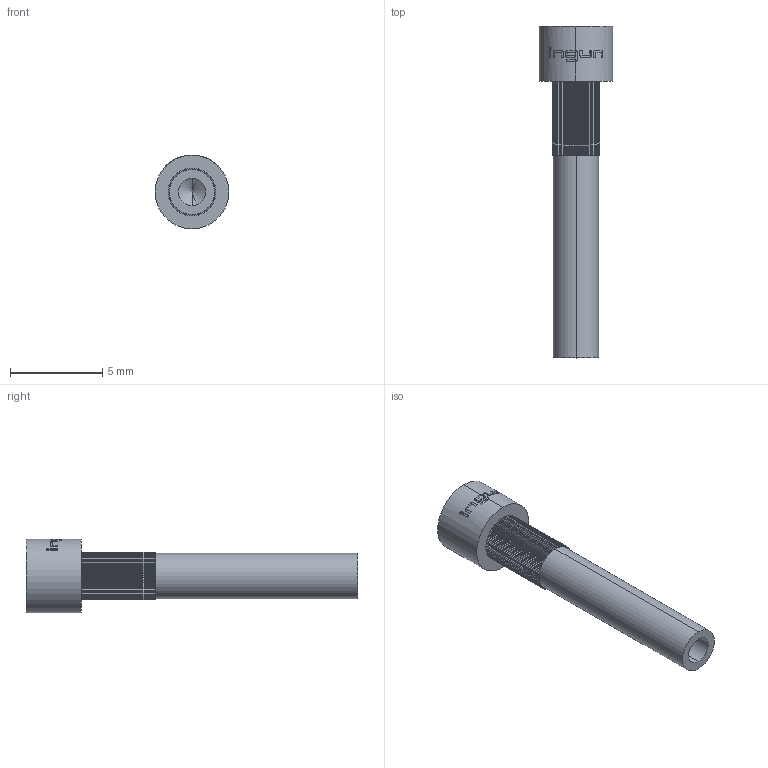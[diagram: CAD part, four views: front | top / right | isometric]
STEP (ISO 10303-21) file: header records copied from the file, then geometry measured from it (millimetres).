
FILE_DESCRIPTION (( 'STEP AP203' ), '1' );
FILE_NAME ('INGUN_KT-586_102_400_R.STEP', '2016-06-01T09:53:21', ( '' ), ( '' ), 'SwSTEP 2.0', 'SolidWorks 2014', '' );
FILE_SCHEMA (( 'CONFIG_CONTROL_DESIGN' ));
Length unit declared in the file: millimetre
Products named in the file (2): INGUN_KT-586_102_400_R
Bounding box: 4 x 18 x 4 mm (x, y, z)
Volume: 104.4 mm3; surface area: 208.8 mm2
Topology: 1 solids, 1 shells, 249 faces, 718 edges, 477 vertices
Faces by surface type: plane 212, bspline 22, cylinder 13, cone 2
Entity records: 8467 total; most frequent: CARTESIAN_POINT 1968, ORIENTED_EDGE 1432, DIRECTION 1136, EDGE_CURVE 716, LINE 574, VECTOR 574, VERTEX_POINT 477, AXIS2_PLACEMENT_3D 281
